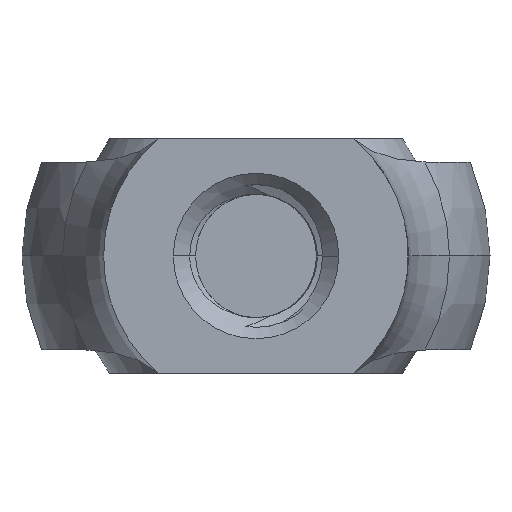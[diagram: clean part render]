
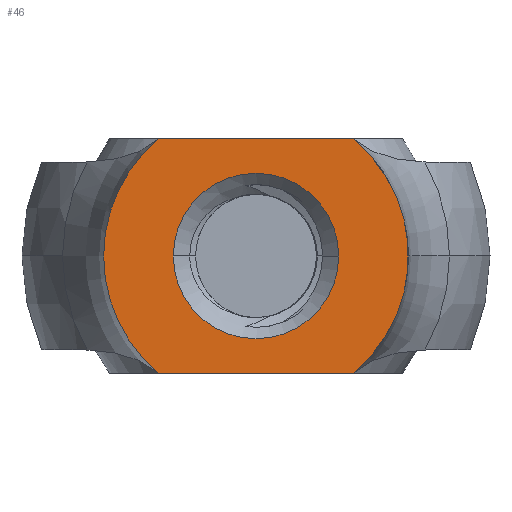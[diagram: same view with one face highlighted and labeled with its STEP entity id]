
A CAD part, front view. The second image highlights one B-rep face of the part: STEP entity #46.
In plain terms, the highlighted planar face has unit normal (0, -1, 0).
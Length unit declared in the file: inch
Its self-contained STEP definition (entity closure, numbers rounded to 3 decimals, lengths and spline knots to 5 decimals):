
#34 = VERTEX_POINT ( 'NONE', #1198 ) ;
#35 = ORIENTED_EDGE ( 'NONE', *, *, #37, .T. ) ;
#36 = VERTEX_POINT ( 'NONE', #1197 ) ;
#37 = EDGE_CURVE ( 'NONE', #34, #36, #1272, .T. ) ;
#38 = ORIENTED_EDGE ( 'NONE', *, *, #39, .F. ) ;
#39 = EDGE_CURVE ( 'NONE', #34, #40, #1268, .T. ) ;
#40 = VERTEX_POINT ( 'NONE', #1263 ) ;
#41 = EDGE_CURVE ( 'NONE', #7063, #40, #1262, .T. ) ;
#42 = ORIENTED_EDGE ( 'NONE', *, *, #41, .T. ) ;
#43 = EDGE_LOOP ( 'NONE', ( #42, #38, #35, #63, #58 ) ) ;
#44 = EDGE_CURVE ( 'NONE', #6864, #6837, #1258, .T. ) ;
#45 = ORIENTED_EDGE ( 'NONE', *, *, #7048, .F. ) ;
#46 = ADVANCED_FACE ( 'NONE', ( #1253, #1252 ), #1251, .F. ) ;
#47 = ORIENTED_EDGE ( 'NONE', *, *, #44, .F. ) ;
#58 = ORIENTED_EDGE ( 'NONE', *, *, #7064, .F. ) ;
#59 = EDGE_CURVE ( 'NONE', #7066, #36, #1295, .T. ) ;
#63 = ORIENTED_EDGE ( 'NONE', *, *, #59, .F. ) ;
#1197 = CARTESIAN_POINT ( 'NONE',  ( -0.1299, -0.625, 0.156 ) ) ;
#1198 = CARTESIAN_POINT ( 'NONE',  ( 0.1299, -0.625, 0.156 ) ) ;
#1247 = DIRECTION ( 'NONE',  ( -1., 0., 0. ) ) ;
#1248 = DIRECTION ( 'NONE',  ( 0., 1., 0. ) ) ;
#1249 = CARTESIAN_POINT ( 'NONE',  ( 0.203, -0.625, 0. ) ) ;
#1250 = AXIS2_PLACEMENT_3D ( 'NONE', #1249, #1248, #1247 ) ;
#1251 = PLANE ( 'NONE',  #1250 ) ;
#1252 = FACE_OUTER_BOUND ( 'NONE', #43, .T. ) ;
#1253 = FACE_BOUND ( 'NONE', #7077, .T. ) ;
#1254 = DIRECTION ( 'NONE',  ( 1., 0., 0. ) ) ;
#1255 = DIRECTION ( 'NONE',  ( 0., -1., 0. ) ) ;
#1256 = CARTESIAN_POINT ( 'NONE',  ( 0., -0.625, 0. ) ) ;
#1257 = AXIS2_PLACEMENT_3D ( 'NONE', #1256, #1255, #1254 ) ;
#1258 = CIRCLE ( 'NONE', #1257, 0.1102 ) ;
#1259 = DIRECTION ( 'NONE',  ( 1., 0., 0. ) ) ;
#1260 = VECTOR ( 'NONE', #1259, 39.37008 ) ;
#1261 = CARTESIAN_POINT ( 'NONE',  ( -0.156, -0.625, -0.156 ) ) ;
#1262 = LINE ( 'NONE', #1261, #1260 ) ;
#1263 = CARTESIAN_POINT ( 'NONE',  ( 0.1299, -0.625, -0.156 ) ) ;
#1264 = DIRECTION ( 'NONE',  ( -1., 0., 0. ) ) ;
#1265 = DIRECTION ( 'NONE',  ( 0., 1., 0. ) ) ;
#1266 = CARTESIAN_POINT ( 'NONE',  ( 0., -0.625, 0. ) ) ;
#1267 = AXIS2_PLACEMENT_3D ( 'NONE', #1266, #1265, #1264 ) ;
#1268 = CIRCLE ( 'NONE', #1267, 0.203 ) ;
#1269 = DIRECTION ( 'NONE',  ( -1., 0., 0. ) ) ;
#1270 = VECTOR ( 'NONE', #1269, 39.37008 ) ;
#1271 = CARTESIAN_POINT ( 'NONE',  ( -0.156, -0.625, 0.156 ) ) ;
#1272 = LINE ( 'NONE', #1271, #1270 ) ;
#1292 = DIRECTION ( 'NONE',  ( -1., 0., 0. ) ) ;
#1293 = DIRECTION ( 'NONE',  ( 0., 1., 0. ) ) ;
#1294 = AXIS2_PLACEMENT_3D ( 'NONE', #1300, #1293, #1292 ) ;
#1295 = CIRCLE ( 'NONE', #1294, 0.203 ) ;
#1300 = CARTESIAN_POINT ( 'NONE',  ( 0., -0.625, 0. ) ) ;
#5283 = CARTESIAN_POINT ( 'NONE',  ( -0.1102, -0.625, 0. ) ) ;
#5402 = CARTESIAN_POINT ( 'NONE',  ( 0.1102, -0.625, 0. ) ) ;
#5885 = DIRECTION ( 'NONE',  ( 1., 0., 0. ) ) ;
#5886 = DIRECTION ( 'NONE',  ( 0., -1., 0. ) ) ;
#5887 = CARTESIAN_POINT ( 'NONE',  ( 0., -0.625, 0. ) ) ;
#5888 = AXIS2_PLACEMENT_3D ( 'NONE', #5887, #5886, #5885 ) ;
#5889 = CIRCLE ( 'NONE', #5888, 0.1102 ) ;
#5912 = CARTESIAN_POINT ( 'NONE',  ( -0.203, -0.625, 0. ) ) ;
#5913 = DIRECTION ( 'NONE',  ( -1., 0., 0. ) ) ;
#5914 = DIRECTION ( 'NONE',  ( 0., 1., 0. ) ) ;
#5915 = CARTESIAN_POINT ( 'NONE',  ( 0., -0.625, 0. ) ) ;
#5916 = AXIS2_PLACEMENT_3D ( 'NONE', #5915, #5914, #5913 ) ;
#5917 = CIRCLE ( 'NONE', #5916, 0.203 ) ;
#5922 = CARTESIAN_POINT ( 'NONE',  ( -0.1299, -0.625, -0.156 ) ) ;
#6837 = VERTEX_POINT ( 'NONE', #5283 ) ;
#6864 = VERTEX_POINT ( 'NONE', #5402 ) ;
#7048 = EDGE_CURVE ( 'NONE', #6837, #6864, #5889, .T. ) ;
#7063 = VERTEX_POINT ( 'NONE', #5922 ) ;
#7064 = EDGE_CURVE ( 'NONE', #7063, #7066, #5917, .T. ) ;
#7066 = VERTEX_POINT ( 'NONE', #5912 ) ;
#7077 = EDGE_LOOP ( 'NONE', ( #47, #45 ) ) ;
